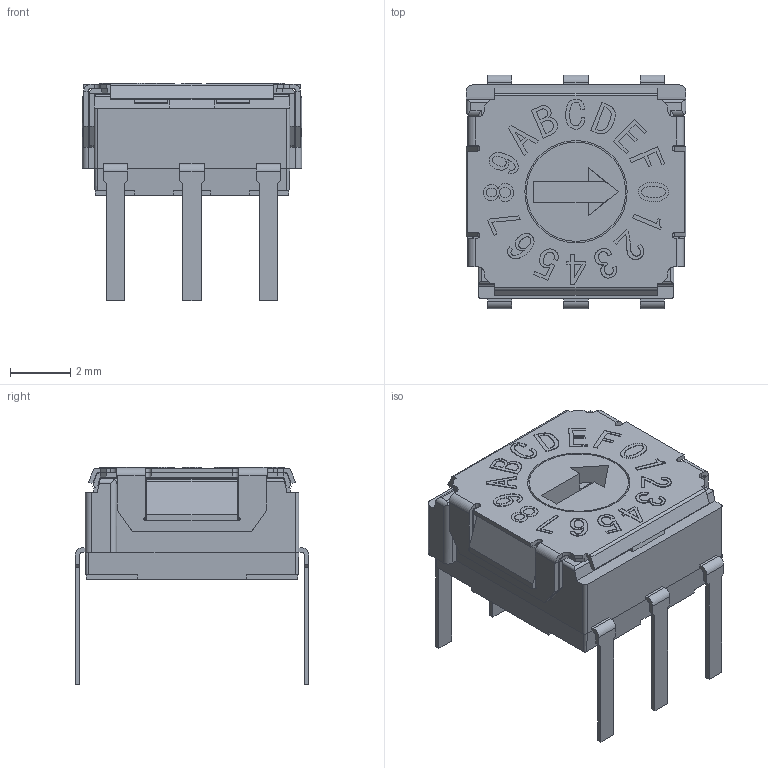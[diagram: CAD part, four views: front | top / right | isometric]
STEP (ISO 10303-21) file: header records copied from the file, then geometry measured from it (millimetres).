
FILE_DESCRIPTION( ( 'STEP AP203' ), '1' );
FILE_NAME( 'SH-7050MC.stp', '2022-01-08T06:10:53', ( 'License CC BY-ND 4.0' ), ( 'CADENAS' ), ' ', 'PARTsolutions', ' ' );
FILE_SCHEMA( ( 'CONFIG_CONTROL_DESIGN' ) );
Length unit declared in the file: millimetre
Products named in the file (3): SH-7050MC; _SH-7050C_body; _SH-700-Without knob (Minus slot)
Assembly tree (2 placements, depth 2):
  SH-7050MC
    _SH-7050C_body
    _SH-700-Without knob (Minus slot)
Bounding box: 7.3 x 7.77 x 7.22 mm (x, y, z)
Volume: 169.9 mm3; surface area: 413.6 mm2
Topology: 2 solids, 2 shells, 1398 faces, 4039 edges, 2666 vertices
Faces by surface type: plane 1273, cylinder 121, cone 4
Full cylindrical faces by diameter (mm): 1.2 x1, 3.28 x1, 3.3 x1, 3.4 x1, 3.42 x1, 4 x1
Entity records: 45205 total; most frequent: CARTESIAN_POINT 8132, ORIENTED_EDGE 8066, DIRECTION 7071, EDGE_CURVE 4033, LINE 3781, VECTOR 3781, VERTEX_POINT 2666, AXIS2_PLACEMENT_3D 1645
